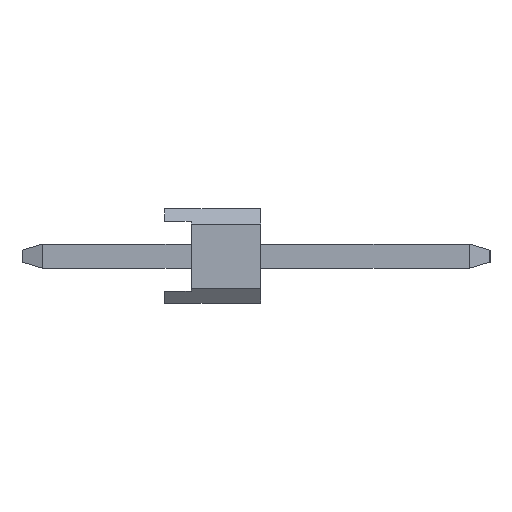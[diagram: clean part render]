
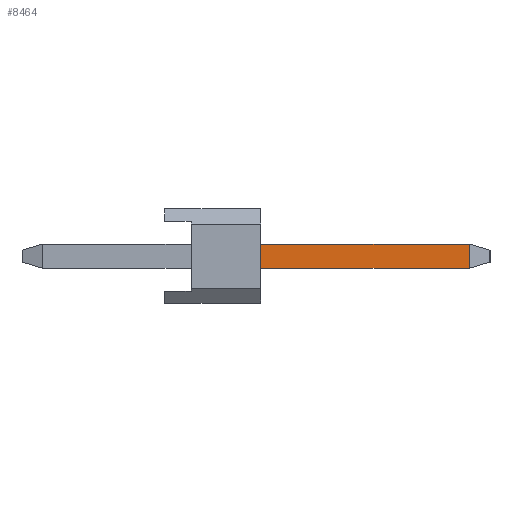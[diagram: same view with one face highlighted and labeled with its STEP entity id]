
A CAD part, left-side view. The second image highlights one B-rep face of the part: STEP entity #8464.
In plain terms, the highlighted planar face has unit normal (-1, 0, 0).
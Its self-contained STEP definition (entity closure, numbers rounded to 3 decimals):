
#7128=VERTEX_POINT('',#18354);
#7454=EDGE_CURVE('',#10090,#7716,#18716,.T.);
#7716=VERTEX_POINT('',#19005);
#7808=EDGE_CURVE('',#7716,#7128,#19107,.T.);
#7972=EDGE_CURVE('',#15916,#10090,#19285,.T.);
#8464=ADVANCED_FACE('',(#19825),#19826,.T.);
#10090=VERTEX_POINT('',#21633);
#12288=EDGE_CURVE('',#7128,#15916,#24045,.T.);
#15916=VERTEX_POINT('',#28079);
#18354=CARTESIAN_POINT('',(-44.77,-8.074,-0.32));
#18716=LINE('',#31906,#31907);
#19005=CARTESIAN_POINT('',(-44.77,-8.074,0.32));
#19107=LINE('',#32471,#32472);
#19285=LINE('',#32725,#32726);
#19825=FACE_OUTER_BOUND('',#33500,.T.);
#19826=PLANE('',#33501);
#21633=CARTESIAN_POINT('',(-44.77,-2.54,0.32));
#24045=LINE('',#39599,#39600);
#28079=CARTESIAN_POINT('',(-44.77,-2.54,-0.32));
#31906=CARTESIAN_POINT('',(-44.77,-2.42,0.32));
#31907=VECTOR('',#48489,1.0);
#32471=CARTESIAN_POINT('',(-44.77,-8.074,0.5));
#32472=VECTOR('',#48884,1.0);
#32725=CARTESIAN_POINT('',(-44.77,-2.54,0.252));
#32726=VECTOR('',#49034,1.0);
#33500=EDGE_LOOP('',(#49545,#49546,#49547,#49548));
#33501=AXIS2_PLACEMENT_3D('',#49549,#49550,#49551);
#39599=CARTESIAN_POINT('',(-44.77,3.234,-0.32));
#39600=VECTOR('',#53881,1.0);
#48489=DIRECTION('',(0.,-1.0,0.));
#48884=DIRECTION('',(0.0,0.,-1.0));
#49034=DIRECTION('',(0.,0.,1.0));
#49545=ORIENTED_EDGE('',*,*,#7972,.F.);
#49546=ORIENTED_EDGE('',*,*,#12288,.F.);
#49547=ORIENTED_EDGE('',*,*,#7808,.F.);
#49548=ORIENTED_EDGE('',*,*,#7454,.F.);
#49549=CARTESIAN_POINT('',(-44.77,3.234,0.5));
#49550=DIRECTION('',(-1.0,0.,0.));
#49551=DIRECTION('',(0.,1.0,0.));
#53881=DIRECTION('',(0.,1.0,0.));
